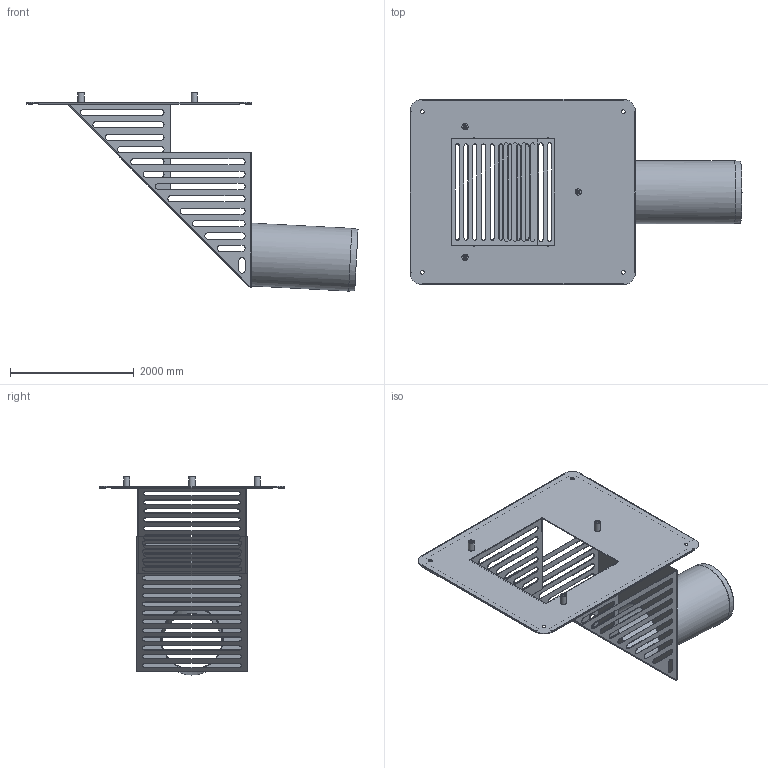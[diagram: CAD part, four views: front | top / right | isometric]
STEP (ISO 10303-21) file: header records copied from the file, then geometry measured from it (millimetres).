
FILE_DESCRIPTION(/* description */ (''),/* implementation_level */ '2;1');
FILE_NAME(/* name */ '19497.100X_3D.stp',/* time_stamp */ '2024-12-12T07:54:30+01:00',/* author */ ('CAD'),/* organization */ (''),/* preprocessor_version */ 'ST-DEVELOPER v20',/* originating_system */ 'AutoCAD Mechanical',/* authorisation */ '');
FILE_SCHEMA (('AUTOMOTIVE_DESIGN { 1 0 10303 214 3 1 1 }'));
Length unit declared in the file: centimetre
Products named in the file (4): Product; *S0; *U2; *U1
Assembly tree (5 placements, depth 3):
  Product
    *S0
    *U2
      *U1  x3
Bounding box: 5370.66 x 3000 x 3205.26 mm (x, y, z)
Volume: 287917850.9 mm3; surface area: 56858434.9 mm2
Topology: 7 solids, 7 shells, 429 faces, 1184 edges, 772 vertices
Faces by surface type: plane 270, cylinder 150, cone 8, bspline 1
Full cylindrical faces by diameter (mm): 30 x3, 50 x3, 60 x4, 100 x3, 990 x1, 992 x1, 1016 x1
Entity records: 13603 total; most frequent: CARTESIAN_POINT 2352, ORIENTED_EDGE 2312, DIRECTION 2292, EDGE_CURVE 1156, LINE 864, VECTOR 864, VERTEX_POINT 754, AXIS2_PLACEMENT_3D 714
